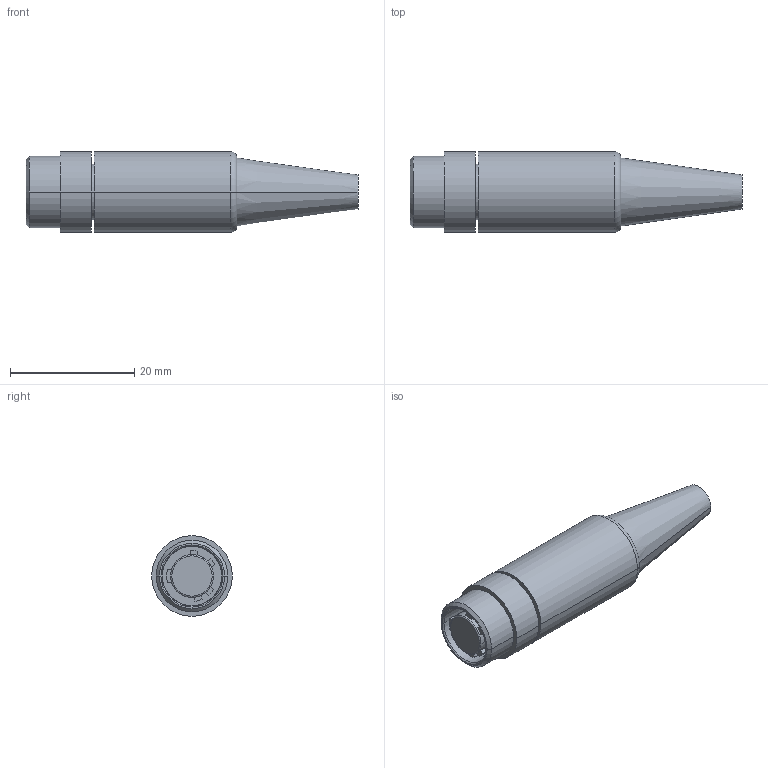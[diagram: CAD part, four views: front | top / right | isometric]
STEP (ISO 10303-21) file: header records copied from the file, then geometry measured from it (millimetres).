
FILE_DESCRIPTION(('CoCreate Modeling STEP Export'),'2;1');
FILE_NAME('JR30-10JE-4S.stp','2009-08-28T 8:54:47',(''),(''),'CoCreate Modeling STEP processor for AP214 (Solid Model)','CoCreate Modeling 16.00B 02-Dec-2008 (C) Parametric Technology GmbH','');
FILE_SCHEMA(('AUTOMOTIVE_DESIGN { 1 0 10303 214 1 1 1 1 }'));
Length unit declared in the file: millimetre
Products named in the file (1): SR30-10JE-4S
Bounding box: 53.5 x 13 x 13 mm (x, y, z)
Volume: 5222.4 mm3; surface area: 2508.2 mm2
Topology: 1 solids, 1 shells, 53 faces, 126 edges, 81 vertices
Faces by surface type: plane 23, cylinder 20, cone 6, torus 4
Entity records: 1375 total; most frequent: ORIENTED_EDGE 252, CARTESIAN_POINT 221, DIRECTION 219, EDGE_CURVE 126, VERTEX_POINT 81, AXIS2_PLACEMENT_3D 79, VECTOR 61, LINE 61
